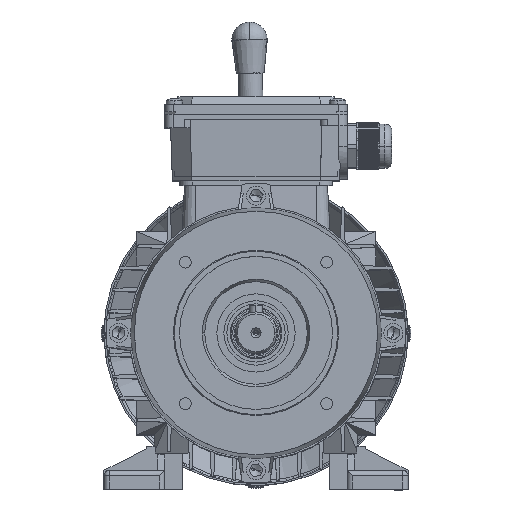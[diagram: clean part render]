
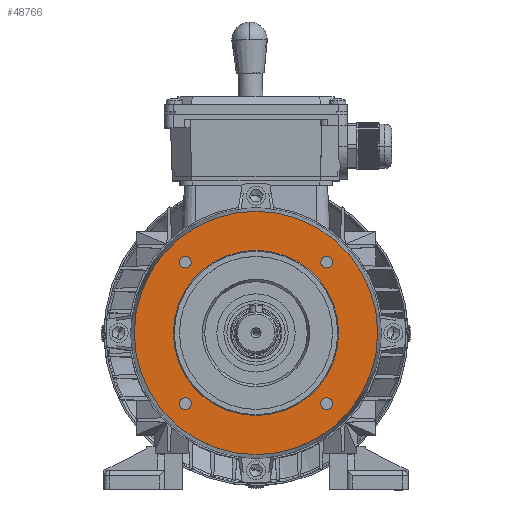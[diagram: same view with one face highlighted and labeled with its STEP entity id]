
A CAD part, top view. The second image highlights one B-rep face of the part: STEP entity #48766.
In plain terms, the highlighted planar face has unit normal (0, 0, 1).
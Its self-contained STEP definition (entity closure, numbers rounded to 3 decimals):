
#11543 = EDGE_CURVE ( 'NONE', #11688, #11545, #47126, .T. ) ;
#11545 = VERTEX_POINT ( 'NONE', #47171 ) ;
#11650 = EDGE_CURVE ( 'NONE', #11651, #11652, #47798, .T. ) ;
#11651 = VERTEX_POINT ( 'NONE', #47787 ) ;
#11652 = VERTEX_POINT ( 'NONE', #47783 ) ;
#11688 = VERTEX_POINT ( 'NONE', #48061 ) ;
#11758 = VERTEX_POINT ( 'NONE', #48499 ) ;
#11780 = EDGE_CURVE ( 'NONE', #11781, #11758, #48606, .T. ) ;
#11781 = VERTEX_POINT ( 'NONE', #48600 ) ;
#11787 = VERTEX_POINT ( 'NONE', #48667 ) ;
#11789 = VERTEX_POINT ( 'NONE', #48665 ) ;
#11814 = EDGE_CURVE ( 'NONE', #11787, #11789, #48702, .T. ) ;
#11872 = VERTEX_POINT ( 'NONE', #49119 ) ;
#11874 = EDGE_CURVE ( 'NONE', #11872, #11915, #49114, .T. ) ;
#11890 = VERTEX_POINT ( 'NONE', #49186 ) ;
#11891 = VERTEX_POINT ( 'NONE', #49184 ) ;
#11915 = VERTEX_POINT ( 'NONE', #49247 ) ;
#11946 = EDGE_CURVE ( 'NONE', #11890, #11891, #49485, .T. ) ;
#12812 = EDGE_CURVE ( 'NONE', #11891, #11890, #53519, .T. ) ;
#12894 = EDGE_CURVE ( 'NONE', #11915, #11872, #53959, .T. ) ;
#47126 = CIRCLE ( 'NONE', #47176, 3.324 ) ;
#47171 = CARTESIAN_POINT ( 'NONE',  ( 43.982, -40.659, 43.943 ) ) ;
#47173 = DIRECTION ( 'NONE',  ( 0., 1., 0. ) ) ;
#47174 = DIRECTION ( 'NONE',  ( 0., 0., 1. ) ) ;
#47176 = AXIS2_PLACEMENT_3D ( 'NONE', #47185, #47174, #47173 ) ;
#47185 = CARTESIAN_POINT ( 'NONE',  ( 40.659, -40.659, 43.943 ) ) ;
#47783 = CARTESIAN_POINT ( 'NONE',  ( 70., 0., 43.943 ) ) ;
#47787 = CARTESIAN_POINT ( 'NONE',  ( -70., 0., 43.943 ) ) ;
#47791 = DIRECTION ( 'NONE',  ( -1., 0., 0. ) ) ;
#47793 = DIRECTION ( 'NONE',  ( 0., 0., -1. ) ) ;
#47794 = CARTESIAN_POINT ( 'NONE',  ( 0., 0., 43.943 ) ) ;
#47795 = AXIS2_PLACEMENT_3D ( 'NONE', #47794, #47793, #47791 ) ;
#47798 = CIRCLE ( 'NONE', #47795, 70. ) ;
#48061 = CARTESIAN_POINT ( 'NONE',  ( 37.335, -40.659, 43.943 ) ) ;
#48499 = CARTESIAN_POINT ( 'NONE',  ( 47.5, 0., 43.943 ) ) ;
#48600 = CARTESIAN_POINT ( 'NONE',  ( -47.5, 0., 43.943 ) ) ;
#48602 = DIRECTION ( 'NONE',  ( -1., 0., 0. ) ) ;
#48603 = DIRECTION ( 'NONE',  ( 0., 0., -1. ) ) ;
#48604 = AXIS2_PLACEMENT_3D ( 'NONE', #48615, #48603, #48602 ) ;
#48606 = CIRCLE ( 'NONE', #48604, 47.5 ) ;
#48615 = CARTESIAN_POINT ( 'NONE',  ( 0., 0., 43.943 ) ) ;
#48665 = CARTESIAN_POINT ( 'NONE',  ( -37.335, -40.659, 43.943 ) ) ;
#48667 = CARTESIAN_POINT ( 'NONE',  ( -43.982, -40.659, 43.943 ) ) ;
#48692 = EDGE_CURVE ( 'NONE', #11789, #11787, #64129, .T. ) ;
#48697 = DIRECTION ( 'NONE',  ( 0., 0., 1. ) ) ;
#48698 = CARTESIAN_POINT ( 'NONE',  ( -40.659, -40.659, 43.943 ) ) ;
#48700 = AXIS2_PLACEMENT_3D ( 'NONE', #48698, #48697, #48836 ) ;
#48702 = CIRCLE ( 'NONE', #48700, 3.324 ) ;
#48755 = ORIENTED_EDGE ( 'NONE', *, *, #11946, .F. ) ;
#48761 = EDGE_LOOP ( 'NONE', ( #48763, #48960 ) ) ;
#48763 = ORIENTED_EDGE ( 'NONE', *, *, #48692, .F. ) ;
#48764 = EDGE_CURVE ( 'NONE', #11758, #11781, #64376, .T. ) ;
#48766 = ADVANCED_FACE ( 'NONE', ( #64367, #64366, #64364, #64363, #64362, #64360 ), #64359, .F. ) ;
#48769 = EDGE_LOOP ( 'NONE', ( #48771, #48921 ) ) ;
#48771 = ORIENTED_EDGE ( 'NONE', *, *, #49037, .F. ) ;
#48824 = ORIENTED_EDGE ( 'NONE', *, *, #11780, .T. ) ;
#48832 = ORIENTED_EDGE ( 'NONE', *, *, #48764, .T. ) ;
#48836 = DIRECTION ( 'NONE',  ( 1., 0., 0. ) ) ;
#48909 = EDGE_CURVE ( 'NONE', #11652, #11651, #64683, .T. ) ;
#48911 = EDGE_LOOP ( 'NONE', ( #48915, #48950 ) ) ;
#48915 = ORIENTED_EDGE ( 'NONE', *, *, #12894, .F. ) ;
#48921 = ORIENTED_EDGE ( 'NONE', *, *, #11543, .F. ) ;
#48923 = ORIENTED_EDGE ( 'NONE', *, *, #11650, .F. ) ;
#48924 = ORIENTED_EDGE ( 'NONE', *, *, #48909, .F. ) ;
#48950 = ORIENTED_EDGE ( 'NONE', *, *, #11874, .F. ) ;
#48951 = EDGE_LOOP ( 'NONE', ( #48953, #48755 ) ) ;
#48953 = ORIENTED_EDGE ( 'NONE', *, *, #12812, .F. ) ;
#48960 = ORIENTED_EDGE ( 'NONE', *, *, #11814, .F. ) ;
#48961 = EDGE_LOOP ( 'NONE', ( #48824, #48832 ) ) ;
#49037 = EDGE_CURVE ( 'NONE', #11545, #11688, #64863, .T. ) ;
#49038 = EDGE_LOOP ( 'NONE', ( #48923, #48924 ) ) ;
#49108 = DIRECTION ( 'NONE',  ( -1., 0., 0. ) ) ;
#49109 = DIRECTION ( 'NONE',  ( 0., 0., 1. ) ) ;
#49111 = CARTESIAN_POINT ( 'NONE',  ( 40.659, 40.659, 43.943 ) ) ;
#49113 = AXIS2_PLACEMENT_3D ( 'NONE', #49111, #49109, #49108 ) ;
#49114 = CIRCLE ( 'NONE', #49113, 3.324 ) ;
#49119 = CARTESIAN_POINT ( 'NONE',  ( 37.335, 40.659, 43.943 ) ) ;
#49184 = CARTESIAN_POINT ( 'NONE',  ( -37.335, 40.659, 43.943 ) ) ;
#49186 = CARTESIAN_POINT ( 'NONE',  ( -43.982, 40.659, 43.943 ) ) ;
#49247 = CARTESIAN_POINT ( 'NONE',  ( 43.982, 40.659, 43.943 ) ) ;
#49478 = DIRECTION ( 'NONE',  ( 0., -1., 0. ) ) ;
#49480 = DIRECTION ( 'NONE',  ( 0., 0., 1. ) ) ;
#49482 = CARTESIAN_POINT ( 'NONE',  ( -40.659, 40.659, 43.943 ) ) ;
#49483 = AXIS2_PLACEMENT_3D ( 'NONE', #49482, #49480, #49478 ) ;
#49485 = CIRCLE ( 'NONE', #49483, 3.324 ) ;
#53512 = DIRECTION ( 'NONE',  ( 0., -1., 0. ) ) ;
#53514 = DIRECTION ( 'NONE',  ( 0., 0., 1. ) ) ;
#53516 = CARTESIAN_POINT ( 'NONE',  ( -40.659, 40.659, 43.943 ) ) ;
#53517 = AXIS2_PLACEMENT_3D ( 'NONE', #53516, #53514, #53512 ) ;
#53519 = CIRCLE ( 'NONE', #53517, 3.324 ) ;
#53953 = DIRECTION ( 'NONE',  ( -1., 0., 0. ) ) ;
#53955 = DIRECTION ( 'NONE',  ( 0., 0., 1. ) ) ;
#53956 = CARTESIAN_POINT ( 'NONE',  ( 40.659, 40.659, 43.943 ) ) ;
#53957 = AXIS2_PLACEMENT_3D ( 'NONE', #53956, #53955, #53953 ) ;
#53959 = CIRCLE ( 'NONE', #53957, 3.324 ) ;
#64129 = CIRCLE ( 'NONE', #64261, 3.324 ) ;
#64257 = DIRECTION ( 'NONE',  ( 1., 0., 0. ) ) ;
#64258 = DIRECTION ( 'NONE',  ( 0., 0., 1. ) ) ;
#64260 = CARTESIAN_POINT ( 'NONE',  ( -40.659, -40.659, 43.943 ) ) ;
#64261 = AXIS2_PLACEMENT_3D ( 'NONE', #64260, #64258, #64257 ) ;
#64349 = DIRECTION ( 'NONE',  ( -1., 0., 0. ) ) ;
#64350 = DIRECTION ( 'NONE',  ( 0., 0., -1. ) ) ;
#64352 = AXIS2_PLACEMENT_3D ( 'NONE', #64357, #64350, #64349 ) ;
#64357 = CARTESIAN_POINT ( 'NONE',  ( -47.5, 0., 43.943 ) ) ;
#64359 = PLANE ( 'NONE',  #64352 ) ;
#64360 = FACE_BOUND ( 'NONE', #48961, .T. ) ;
#64362 = FACE_BOUND ( 'NONE', #48761, .T. ) ;
#64363 = FACE_BOUND ( 'NONE', #48951, .T. ) ;
#64364 = FACE_BOUND ( 'NONE', #48911, .T. ) ;
#64366 = FACE_OUTER_BOUND ( 'NONE', #49038, .T. ) ;
#64367 = FACE_BOUND ( 'NONE', #48769, .T. ) ;
#64369 = DIRECTION ( 'NONE',  ( -1., 0., 0. ) ) ;
#64371 = DIRECTION ( 'NONE',  ( 0., 0., -1. ) ) ;
#64373 = CARTESIAN_POINT ( 'NONE',  ( 0., 0., 43.943 ) ) ;
#64375 = AXIS2_PLACEMENT_3D ( 'NONE', #64373, #64371, #64369 ) ;
#64376 = CIRCLE ( 'NONE', #64375, 47.5 ) ;
#64677 = DIRECTION ( 'NONE',  ( -1., 0., 0. ) ) ;
#64679 = DIRECTION ( 'NONE',  ( 0., 0., -1. ) ) ;
#64681 = CARTESIAN_POINT ( 'NONE',  ( 0., 0., 43.943 ) ) ;
#64682 = AXIS2_PLACEMENT_3D ( 'NONE', #64681, #64679, #64677 ) ;
#64683 = CIRCLE ( 'NONE', #64682, 70. ) ;
#64859 = DIRECTION ( 'NONE',  ( 0., 1., 0. ) ) ;
#64860 = DIRECTION ( 'NONE',  ( 0., 0., 1. ) ) ;
#64861 = CARTESIAN_POINT ( 'NONE',  ( 40.659, -40.659, 43.943 ) ) ;
#64862 = AXIS2_PLACEMENT_3D ( 'NONE', #64861, #64860, #64859 ) ;
#64863 = CIRCLE ( 'NONE', #64862, 3.324 ) ;
